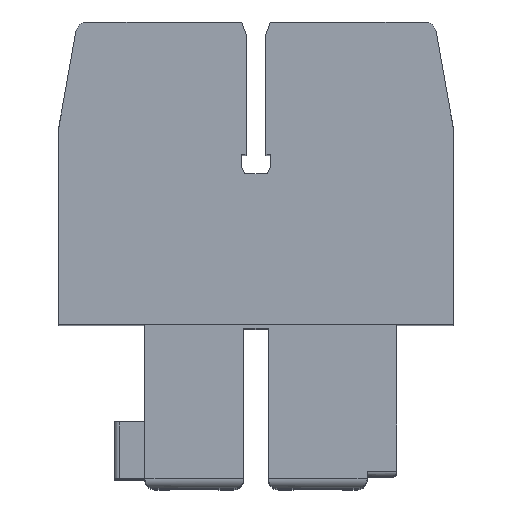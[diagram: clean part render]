
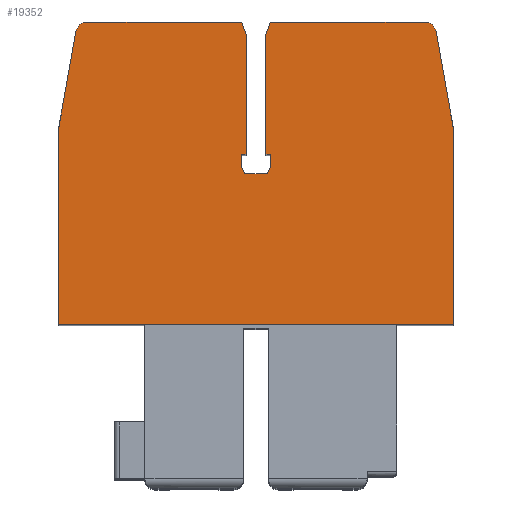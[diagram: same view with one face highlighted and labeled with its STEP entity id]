
A CAD part, top view. The second image highlights one B-rep face of the part: STEP entity #19352.
In plain terms, the highlighted planar face has unit normal (0, 0, 1).
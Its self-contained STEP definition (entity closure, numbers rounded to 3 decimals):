
#413=LINE('',#28595,#2587);
#539=LINE('',#28868,#2713);
#580=LINE('',#28971,#2754);
#581=LINE('',#28973,#2755);
#582=LINE('',#28975,#2756);
#583=LINE('',#28977,#2757);
#584=LINE('',#28979,#2758);
#585=LINE('',#28981,#2759);
#586=LINE('',#28983,#2760);
#587=LINE('',#28985,#2761);
#588=LINE('',#28987,#2762);
#589=LINE('',#28989,#2763);
#590=LINE('',#28991,#2764);
#591=LINE('',#28994,#2765);
#592=LINE('',#28996,#2766);
#593=LINE('',#28998,#2767);
#594=LINE('',#29000,#2768);
#595=LINE('',#29002,#2769);
#2587=VECTOR('',#22428,1000.);
#2713=VECTOR('',#22596,1000.);
#2754=VECTOR('',#22679,1000.);
#2755=VECTOR('',#22680,1000.);
#2756=VECTOR('',#22681,1000.);
#2757=VECTOR('',#22682,1000.);
#2758=VECTOR('',#22683,1000.);
#2759=VECTOR('',#22684,1000.);
#2760=VECTOR('',#22685,1000.);
#2761=VECTOR('',#22686,1000.);
#2762=VECTOR('',#22687,1000.);
#2763=VECTOR('',#22688,1000.);
#2764=VECTOR('',#22689,1000.);
#2765=VECTOR('',#22692,1000.);
#2766=VECTOR('',#22693,1000.);
#2767=VECTOR('',#22694,1000.);
#2768=VECTOR('',#22695,1000.);
#2769=VECTOR('',#22696,1000.);
#4762=PLANE('',#20629);
#6244=ORIENTED_EDGE('',*,*,#11889,.T.);
#6245=ORIENTED_EDGE('',*,*,#12096,.F.);
#6246=ORIENTED_EDGE('',*,*,#12097,.F.);
#6247=ORIENTED_EDGE('',*,*,#12098,.F.);
#6248=ORIENTED_EDGE('',*,*,#12099,.F.);
#6249=ORIENTED_EDGE('',*,*,#12100,.F.);
#6250=ORIENTED_EDGE('',*,*,#12101,.F.);
#6251=ORIENTED_EDGE('',*,*,#12102,.F.);
#6252=ORIENTED_EDGE('',*,*,#12103,.F.);
#6253=ORIENTED_EDGE('',*,*,#12104,.F.);
#6254=ORIENTED_EDGE('',*,*,#12105,.F.);
#6255=ORIENTED_EDGE('',*,*,#12106,.F.);
#6256=ORIENTED_EDGE('',*,*,#12035,.T.);
#6257=ORIENTED_EDGE('',*,*,#12107,.T.);
#6258=ORIENTED_EDGE('',*,*,#12108,.T.);
#6259=ORIENTED_EDGE('',*,*,#12109,.T.);
#6260=ORIENTED_EDGE('',*,*,#12110,.T.);
#6261=ORIENTED_EDGE('',*,*,#12111,.T.);
#6262=ORIENTED_EDGE('',*,*,#12112,.T.);
#6263=ORIENTED_EDGE('',*,*,#12113,.T.);
#11889=EDGE_CURVE('',#14835,#14834,#413,.T.);
#12035=EDGE_CURVE('',#14961,#14960,#539,.T.);
#12096=EDGE_CURVE('',#15002,#14834,#580,.T.);
#12097=EDGE_CURVE('',#15003,#15002,#581,.T.);
#12098=EDGE_CURVE('',#15004,#15003,#582,.T.);
#12099=EDGE_CURVE('',#15005,#15004,#583,.T.);
#12100=EDGE_CURVE('',#15006,#15005,#584,.T.);
#12101=EDGE_CURVE('',#15007,#15006,#585,.T.);
#12102=EDGE_CURVE('',#15008,#15007,#586,.T.);
#12103=EDGE_CURVE('',#15009,#15008,#587,.T.);
#12104=EDGE_CURVE('',#15010,#15009,#588,.T.);
#12105=EDGE_CURVE('',#15011,#15010,#589,.T.);
#12106=EDGE_CURVE('',#14961,#15011,#590,.T.);
#12107=EDGE_CURVE('',#14960,#15012,#16590,.T.);
#12108=EDGE_CURVE('',#15012,#15013,#591,.T.);
#12109=EDGE_CURVE('',#15013,#15014,#592,.T.);
#12110=EDGE_CURVE('',#15014,#15015,#593,.T.);
#12111=EDGE_CURVE('',#15015,#15016,#594,.T.);
#12112=EDGE_CURVE('',#15016,#15017,#595,.T.);
#12113=EDGE_CURVE('',#15017,#14835,#16591,.T.);
#14834=VERTEX_POINT('',#28594);
#14835=VERTEX_POINT('',#28596);
#14960=VERTEX_POINT('',#28867);
#14961=VERTEX_POINT('',#28869);
#15002=VERTEX_POINT('',#28972);
#15003=VERTEX_POINT('',#28974);
#15004=VERTEX_POINT('',#28976);
#15005=VERTEX_POINT('',#28978);
#15006=VERTEX_POINT('',#28980);
#15007=VERTEX_POINT('',#28982);
#15008=VERTEX_POINT('',#28984);
#15009=VERTEX_POINT('',#28986);
#15010=VERTEX_POINT('',#28988);
#15011=VERTEX_POINT('',#28990);
#15012=VERTEX_POINT('',#28993);
#15013=VERTEX_POINT('',#28995);
#15014=VERTEX_POINT('',#28997);
#15015=VERTEX_POINT('',#28999);
#15016=VERTEX_POINT('',#29001);
#15017=VERTEX_POINT('',#29003);
#16590=CIRCLE('',#20630,0.5);
#16591=CIRCLE('',#20631,0.5);
#16920=EDGE_LOOP('',(#6244,#6245,#6246,#6247,#6248,#6249,#6250,#6251,#6252,
#6253,#6254,#6255,#6256,#6257,#6258,#6259,#6260,#6261,#6262,#6263));
#18096=FACE_BOUND('',#16920,.T.);
#19352=ADVANCED_FACE('',(#18096),#4762,.T.);
#20629=AXIS2_PLACEMENT_3D('',#28970,#22677,#22678);
#20630=AXIS2_PLACEMENT_3D('',#28992,#22690,#22691);
#20631=AXIS2_PLACEMENT_3D('',#29004,#22697,#22698);
#22428=DIRECTION('',(-1.,0.,0.));
#22596=DIRECTION('',(-1.,0.,0.));
#22677=DIRECTION('',(0.,0.,1.));
#22678=DIRECTION('',(1.,0.,0.));
#22679=DIRECTION('',(0.342,0.94,0.));
#22680=DIRECTION('',(0.,1.,0.));
#22681=DIRECTION('',(-1.,0.,0.));
#22682=DIRECTION('',(0.,1.,0.));
#22683=DIRECTION('',(0.447,0.894,0.));
#22684=DIRECTION('',(1.,0.,0.));
#22685=DIRECTION('',(0.447,-0.894,0.));
#22686=DIRECTION('',(0.,-1.,0.));
#22687=DIRECTION('',(-1.,0.,0.));
#22688=DIRECTION('',(0.,-1.,0.));
#22689=DIRECTION('',(0.342,-0.94,0.));
#22690=DIRECTION('',(0.,0.,1.));
#22691=DIRECTION('',(1.,0.,0.));
#22692=DIRECTION('',(-0.174,-0.985,0.));
#22693=DIRECTION('',(0.,-1.,0.));
#22694=DIRECTION('',(1.,0.,0.));
#22695=DIRECTION('',(0.,1.,0.));
#22696=DIRECTION('',(-0.174,0.985,0.));
#22697=DIRECTION('',(0.,0.,1.));
#22698=DIRECTION('',(1.,0.,0.));
#28594=CARTESIAN_POINT('',(0.582,18.9,36.5));
#28595=CARTESIAN_POINT('',(6.815,18.9,36.5));
#28596=CARTESIAN_POINT('',(6.815,18.9,36.5));
#28867=CARTESIAN_POINT('',(-6.815,18.9,36.5));
#28868=CARTESIAN_POINT('',(6.815,18.9,36.5));
#28869=CARTESIAN_POINT('',(-0.582,18.9,36.5));
#28970=CARTESIAN_POINT('',(6.815,18.4,36.5));
#28971=CARTESIAN_POINT('',(0.4,18.4,36.5));
#28972=CARTESIAN_POINT('',(0.4,18.4,36.5));
#28973=CARTESIAN_POINT('',(0.4,13.55,36.5));
#28974=CARTESIAN_POINT('',(0.4,13.55,36.5));
#28975=CARTESIAN_POINT('',(0.6,13.55,36.5));
#28976=CARTESIAN_POINT('',(0.6,13.55,36.5));
#28977=CARTESIAN_POINT('',(0.6,13.05,36.5));
#28978=CARTESIAN_POINT('',(0.6,13.05,36.5));
#28979=CARTESIAN_POINT('',(0.45,12.75,36.5));
#28980=CARTESIAN_POINT('',(0.45,12.75,36.5));
#28981=CARTESIAN_POINT('',(-0.45,12.75,36.5));
#28982=CARTESIAN_POINT('',(-0.45,12.75,36.5));
#28983=CARTESIAN_POINT('',(-0.6,13.05,36.5));
#28984=CARTESIAN_POINT('',(-0.6,13.05,36.5));
#28985=CARTESIAN_POINT('',(-0.6,13.55,36.5));
#28986=CARTESIAN_POINT('',(-0.6,13.55,36.5));
#28987=CARTESIAN_POINT('',(-0.4,13.55,36.5));
#28988=CARTESIAN_POINT('',(-0.4,13.55,36.5));
#28989=CARTESIAN_POINT('',(-0.4,18.4,36.5));
#28990=CARTESIAN_POINT('',(-0.4,18.4,36.5));
#28991=CARTESIAN_POINT('',(-0.582,18.9,36.5));
#28992=CARTESIAN_POINT('',(-6.815,18.4,36.5));
#28993=CARTESIAN_POINT('',(-7.307,18.487,36.5));
#28994=CARTESIAN_POINT('',(-7.307,18.487,36.5));
#28995=CARTESIAN_POINT('',(-8.,14.559,36.5));
#28996=CARTESIAN_POINT('',(-8.,14.559,36.5));
#28997=CARTESIAN_POINT('',(-8.,6.65,36.5));
#28998=CARTESIAN_POINT('',(-8.,6.65,36.5));
#28999=CARTESIAN_POINT('',(8.,6.65,36.5));
#29000=CARTESIAN_POINT('',(8.,6.65,36.5));
#29001=CARTESIAN_POINT('',(8.,14.559,36.5));
#29002=CARTESIAN_POINT('',(8.,14.559,36.5));
#29003=CARTESIAN_POINT('',(7.307,18.487,36.5));
#29004=CARTESIAN_POINT('',(6.815,18.4,36.5));
